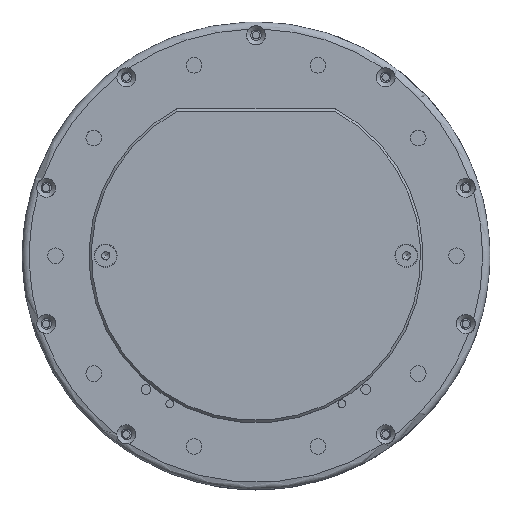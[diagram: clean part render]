
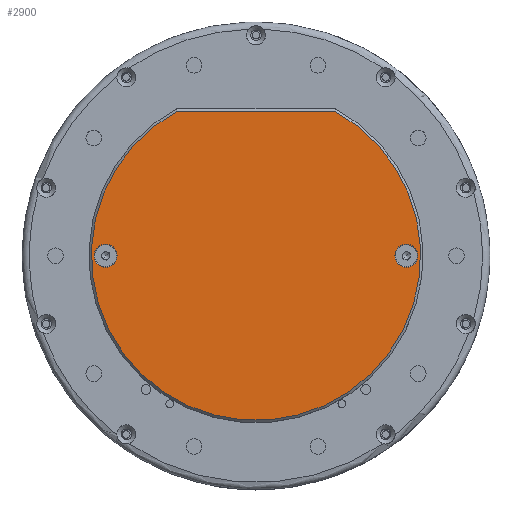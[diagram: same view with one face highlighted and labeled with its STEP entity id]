
A CAD part, top view. The second image highlights one B-rep face of the part: STEP entity #2900.
In plain terms, the highlighted planar face has unit normal (0, 0, 1).
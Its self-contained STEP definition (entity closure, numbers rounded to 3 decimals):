
#868=PLANE('',#10694);
#1169=FACE_BOUND('',#4066,.T.);
#1170=FACE_BOUND('',#4067,.T.);
#1171=FACE_BOUND('',#4068,.T.);
#1851=LINE('',#16667,#2348);
#2348=VECTOR('',#12898,1.);
#2900=ADVANCED_FACE('',(#1169,#1170,#1171),#868,.F.);
#4066=EDGE_LOOP('',(#6425,#6426));
#4067=EDGE_LOOP('',(#6427,#6428));
#4068=EDGE_LOOP('',(#6429,#6430));
#4742=CIRCLE('',#10636,2.4);
#4744=CIRCLE('',#10639,2.4);
#4768=CIRCLE('',#10687,2.4);
#4769=CIRCLE('',#10689,2.4);
#4770=CIRCLE('',#10692,34.5);
#6425=ORIENTED_EDGE('',*,*,#9187,.T.);
#6426=ORIENTED_EDGE('',*,*,#9185,.T.);
#6427=ORIENTED_EDGE('',*,*,#9266,.T.);
#6428=ORIENTED_EDGE('',*,*,#9265,.T.);
#6429=ORIENTED_EDGE('',*,*,#9262,.F.);
#6430=ORIENTED_EDGE('',*,*,#9260,.F.);
#8130=VERTEX_POINT('',#16497);
#8132=VERTEX_POINT('',#16501);
#8181=VERTEX_POINT('',#16650);
#8182=VERTEX_POINT('',#16652);
#8183=VERTEX_POINT('',#16661);
#8184=VERTEX_POINT('',#16666);
#9185=EDGE_CURVE('',#8130,#8132,#4742,.T.);
#9187=EDGE_CURVE('',#8132,#8130,#4744,.T.);
#9260=EDGE_CURVE('',#8181,#8182,#4768,.T.);
#9262=EDGE_CURVE('',#8182,#8181,#4769,.T.);
#9265=EDGE_CURVE('',#8183,#8184,#1851,.T.);
#9266=EDGE_CURVE('',#8184,#8183,#4770,.T.);
#10636=AXIS2_PLACEMENT_3D('',#16502,#12738,#12739);
#10639=AXIS2_PLACEMENT_3D('',#16505,#12744,#12745);
#10687=AXIS2_PLACEMENT_3D('',#16651,#12889,#12890);
#10689=AXIS2_PLACEMENT_3D('',#16655,#12894,#12895);
#10692=AXIS2_PLACEMENT_3D('',#16669,#12901,#12902);
#10694=AXIS2_PLACEMENT_3D('',#16671,#12905,#12906);
#12738=DIRECTION('',(0.,0.,-1.));
#12739=DIRECTION('',(-1.,0.,0.));
#12744=DIRECTION('',(0.,0.,-1.));
#12745=DIRECTION('',(-1.,0.,0.));
#12889=DIRECTION('',(0.,0.,1.));
#12890=DIRECTION('',(-1.,0.,0.));
#12894=DIRECTION('',(0.,0.,1.));
#12895=DIRECTION('',(-1.,0.,0.));
#12898=DIRECTION('',(-1.,0.,0.));
#12901=DIRECTION('',(0.,0.,1.));
#12902=DIRECTION('',(-1.,0.,0.));
#12905=DIRECTION('',(0.,0.,-1.));
#12906=DIRECTION('',(0.,-1.,0.));
#16497=CARTESIAN_POINT('',(-31.5,-2.4,48.4));
#16501=CARTESIAN_POINT('',(-31.5,2.4,48.4));
#16502=CARTESIAN_POINT('',(-31.5,0.,48.4));
#16505=CARTESIAN_POINT('',(-31.5,0.,48.4));
#16650=CARTESIAN_POINT('',(31.5,2.4,48.4));
#16651=CARTESIAN_POINT('',(31.5,0.,48.4));
#16652=CARTESIAN_POINT('',(31.5,-2.4,48.4));
#16655=CARTESIAN_POINT('',(31.5,0.,48.4));
#16661=CARTESIAN_POINT('',(16.497,30.3,48.4));
#16666=CARTESIAN_POINT('',(-16.497,30.3,48.4));
#16667=CARTESIAN_POINT('',(0.,30.3,48.4));
#16669=CARTESIAN_POINT('',(0.,0.,48.4));
#16671=CARTESIAN_POINT('',(0.,0.,48.4));
